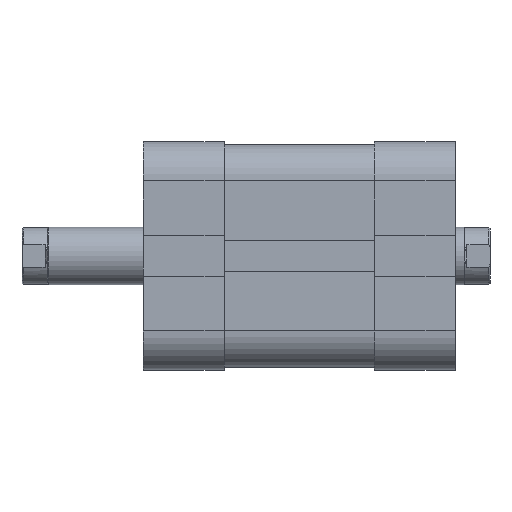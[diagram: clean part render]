
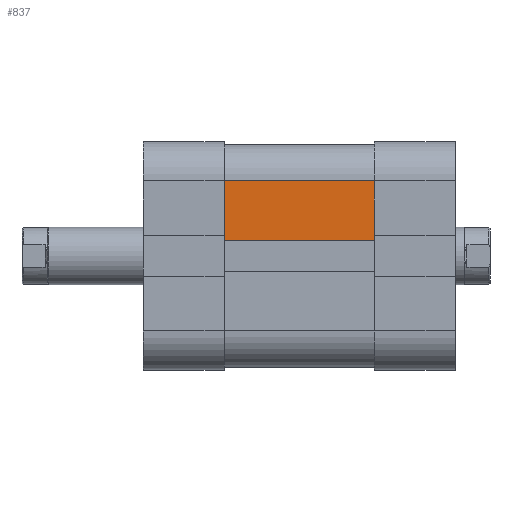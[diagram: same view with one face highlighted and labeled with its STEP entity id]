
A CAD part, top view. The second image highlights one B-rep face of the part: STEP entity #837.
In plain terms, the highlighted face is planar.
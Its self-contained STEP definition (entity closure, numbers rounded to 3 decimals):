
#222 = CARTESIAN_POINT ( 'NONE',  ( 6.25, 0., 0. ) ) ;
#227 = CARTESIAN_POINT ( 'NONE',  ( 16.55, 0., 0. ) ) ;
#231 = CARTESIAN_POINT ( 'NONE',  ( 6.25, 0., -26. ) ) ;
#232 = CARTESIAN_POINT ( 'NONE',  ( 16.55, 0., -26. ) ) ;
#744 = VERTEX_POINT ( 'NONE', #232 ) ;
#745 = VERTEX_POINT ( 'NONE', #231 ) ;
#749 = VERTEX_POINT ( 'NONE', #227 ) ;
#754 = VERTEX_POINT ( 'NONE', #222 ) ;
#786 = ORIENTED_EDGE ( 'NONE', *, *, #2915, .T. ) ;
#790 = ORIENTED_EDGE ( 'NONE', *, *, #2830, .F. ) ;
#837 = ADVANCED_FACE ( 'NONE', ( #4142 ), #5094, .T. ) ;
#1390 = CARTESIAN_POINT ( 'NONE',  ( 6.25, 0., -26. ) ) ;
#1391 = CARTESIAN_POINT ( 'NONE',  ( 6.25, 0., -26. ) ) ;
#1392 = DIRECTION ( 'NONE',  ( 1., 0., 0. ) ) ;
#1401 = DIRECTION ( 'NONE',  ( 0., 0., 1. ) ) ;
#1402 = CARTESIAN_POINT ( 'NONE',  ( 6.25, 0., 0. ) ) ;
#1403 = DIRECTION ( 'NONE',  ( 1., 0., 0. ) ) ;
#1620 = CARTESIAN_POINT ( 'NONE',  ( 16.55, 0., -26. ) ) ;
#1621 = DIRECTION ( 'NONE',  ( 0., 0., 1. ) ) ;
#2152 = VECTOR ( 'NONE', #1401, 1000. ) ;
#2155 = LINE ( 'NONE', #1391, #2156 ) ;
#2156 = VECTOR ( 'NONE', #1392, 1000. ) ;
#2161 = LINE ( 'NONE', #1390, #2152 ) ;
#2163 = LINE ( 'NONE', #1402, #2164 ) ;
#2164 = VECTOR ( 'NONE', #1403, 1000. ) ;
#2292 = LINE ( 'NONE', #1620, #2293 ) ;
#2293 = VECTOR ( 'NONE', #1621, 1000. ) ;
#2374 = ORIENTED_EDGE ( 'NONE', *, *, #2825, .T. ) ;
#2406 = ORIENTED_EDGE ( 'NONE', *, *, #2829, .F. ) ;
#2825 = EDGE_CURVE ( 'NONE', #745, #744, #2155, .T. ) ;
#2829 = EDGE_CURVE ( 'NONE', #745, #754, #2161, .T. ) ;
#2830 = EDGE_CURVE ( 'NONE', #754, #749, #2163, .T. ) ;
#2915 = EDGE_CURVE ( 'NONE', #744, #749, #2292, .T. ) ;
#3938 = EDGE_LOOP ( 'NONE', ( #786, #790, #2406, #2374 ) ) ;
#4142 = FACE_OUTER_BOUND ( 'NONE', #3938, .T. ) ;
#5094 = PLANE ( 'NONE',  #6340 ) ;
#5097 = CARTESIAN_POINT ( 'NONE',  ( 6.25, 0., -26. ) ) ;
#5106 = DIRECTION ( 'NONE',  ( 0., -1., 0. ) ) ;
#5107 = DIRECTION ( 'NONE',  ( 0., 0., -1. ) ) ;
#6340 = AXIS2_PLACEMENT_3D ( 'NONE', #5097, #5106, #5107 ) ;
